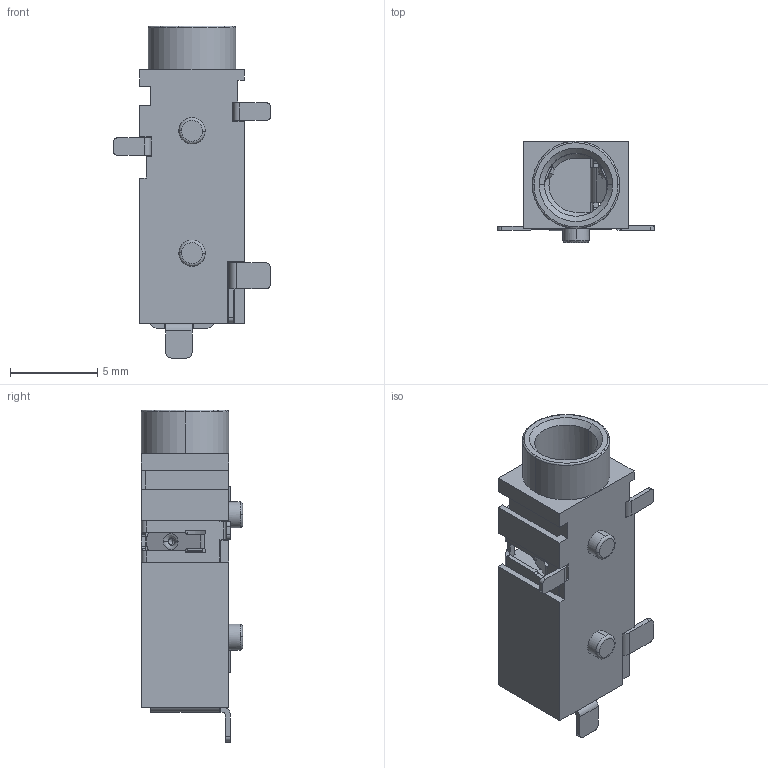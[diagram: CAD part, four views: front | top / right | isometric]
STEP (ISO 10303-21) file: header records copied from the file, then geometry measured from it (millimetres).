
FILE_DESCRIPTION (( 'STEP AP214' ), '1' );
FILE_NAME ('CUI_DEVICES_SJ-3524-SMT-TR-PI.step', '2024-02-15T17:20:46', ( '' ), ( '' ), 'SwSTEP 2.0', 'SolidWorks 2023', '' );
FILE_SCHEMA (( 'AUTOMOTIVE_DESIGN' ));
Length unit declared in the file: inch
Products named in the file (1): CUI_DEVICES_SJ-3524-SMT-TR-PI
Bounding box: 9 x 5.8 x 19 mm (x, y, z)
Volume: 269.7 mm3; surface area: 948 mm2
Topology: 1 solids, 1 shells, 408 faces, 1228 edges, 804 vertices
Faces by surface type: plane 242, cylinder 123, bspline 30, torus 10, cone 3
Entity records: 14857 total; most frequent: CARTESIAN_POINT 3757, ORIENTED_EDGE 2436, DIRECTION 2218, EDGE_CURVE 1218, LINE 858, VECTOR 858, VERTEX_POINT 804, AXIS2_PLACEMENT_3D 680
